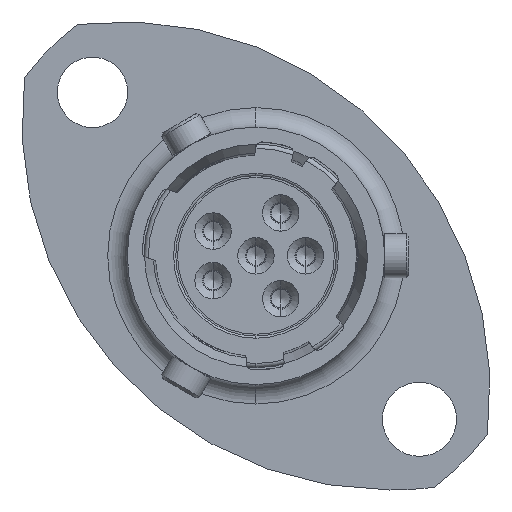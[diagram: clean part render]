
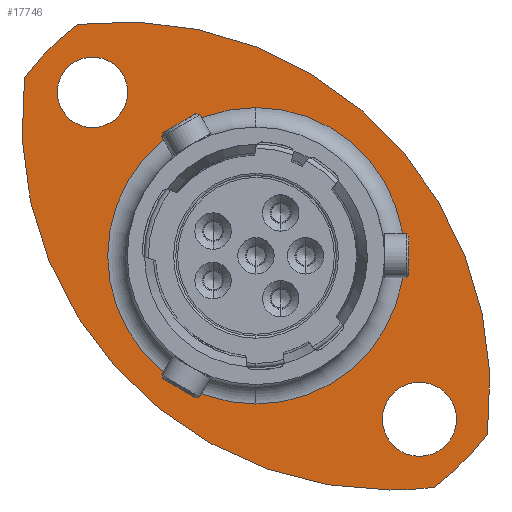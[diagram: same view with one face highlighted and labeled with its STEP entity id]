
A CAD part, left-side view. The second image highlights one B-rep face of the part: STEP entity #17746.
In plain terms, the highlighted planar face has unit normal (-1, 0, 0).
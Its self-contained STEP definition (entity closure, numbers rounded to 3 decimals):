
#299 = CARTESIAN_POINT ( 'NONE',  ( 15.98, -7.548, -7.548 ) ) ;
#576 = VERTEX_POINT ( 'NONE', #33362 ) ;
#1032 = EDGE_LOOP ( 'NONE', ( #2918, #32777 ) ) ;
#1073 = DIRECTION ( 'NONE',  ( 1., 0., 0. ) ) ;
#1177 = VERTEX_POINT ( 'NONE', #24796 ) ;
#1485 = DIRECTION ( 'NONE',  ( 0., 0., 1. ) ) ;
#1679 = CARTESIAN_POINT ( 'NONE',  ( 15.98, -10.687, -8.248 ) ) ;
#1811 = DIRECTION ( 'NONE',  ( -1., 0., 0. ) ) ;
#1910 = DIRECTION ( 'NONE',  ( -1., 0., 0. ) ) ;
#2701 = EDGE_CURVE ( 'NONE', #27752, #6598, #22782, .T. ) ;
#2918 = ORIENTED_EDGE ( 'NONE', *, *, #24207, .F. ) ;
#2948 = CIRCLE ( 'NONE', #30835, 17. ) ;
#4577 = CIRCLE ( 'NONE', #14333, 1.712 ) ;
#4862 = VERTEX_POINT ( 'NONE', #7650 ) ;
#5360 = FACE_BOUND ( 'NONE', #19243, .T. ) ;
#5370 = DIRECTION ( 'NONE',  ( -1., 0., 0. ) ) ;
#5819 = VERTEX_POINT ( 'NONE', #24557 ) ;
#5912 = CARTESIAN_POINT ( 'NONE',  ( 15.98, 0., 0. ) ) ;
#6598 = VERTEX_POINT ( 'NONE', #25066 ) ;
#6882 = CARTESIAN_POINT ( 'NONE',  ( 15.98, -6.187, 6.187 ) ) ;
#7147 = DIRECTION ( 'NONE',  ( -1., 0., 0. ) ) ;
#7650 = CARTESIAN_POINT ( 'NONE',  ( 15.98, 7.548, 9.173 ) ) ;
#7686 = DIRECTION ( 'NONE',  ( 0., 0., -1. ) ) ;
#7807 = VERTEX_POINT ( 'NONE', #32027 ) ;
#8579 = ORIENTED_EDGE ( 'NONE', *, *, #31520, .T. ) ;
#8644 = CARTESIAN_POINT ( 'NONE',  ( 15.98, -8.248, -10.687 ) ) ;
#8854 = CIRCLE ( 'NONE', #27801, 13.5 ) ;
#9089 = FACE_BOUND ( 'NONE', #30823, .T. ) ;
#9102 = VERTEX_POINT ( 'NONE', #33996 ) ;
#9486 = EDGE_CURVE ( 'NONE', #4862, #9102, #27868, .T. ) ;
#9571 = AXIS2_PLACEMENT_3D ( 'NONE', #14526, #1073, #32952 ) ;
#10230 = AXIS2_PLACEMENT_3D ( 'NONE', #299, #5370, #10953 ) ;
#10573 = DIRECTION ( 'NONE',  ( -1., 0., 0. ) ) ;
#10953 = DIRECTION ( 'NONE',  ( 0., 0., -1. ) ) ;
#11074 = CARTESIAN_POINT ( 'NONE',  ( 15.98, -7.548, -7.548 ) ) ;
#11382 = AXIS2_PLACEMENT_3D ( 'NONE', #18606, #1910, #26394 ) ;
#12895 = EDGE_CURVE ( 'NONE', #576, #19395, #2948, .T. ) ;
#13201 = ORIENTED_EDGE ( 'NONE', *, *, #2701, .F. ) ;
#13659 = ORIENTED_EDGE ( 'NONE', *, *, #14951, .T. ) ;
#14067 = DIRECTION ( 'NONE',  ( 1., 0., 0. ) ) ;
#14146 = DIRECTION ( 'NONE',  ( 0., 0., -1. ) ) ;
#14310 = EDGE_CURVE ( 'NONE', #6598, #27752, #4577, .T. ) ;
#14333 = AXIS2_PLACEMENT_3D ( 'NONE', #11074, #27207, #29641 ) ;
#14526 = CARTESIAN_POINT ( 'NONE',  ( 15.98, 5.945, 0. ) ) ;
#14951 = EDGE_CURVE ( 'NONE', #1177, #21701, #26880, .T. ) ;
#14962 = AXIS2_PLACEMENT_3D ( 'NONE', #31813, #10573, #29144 ) ;
#15369 = FACE_OUTER_BOUND ( 'NONE', #23229, .T. ) ;
#15603 = DIRECTION ( 'NONE',  ( 0., 0., 1. ) ) ;
#15785 = CIRCLE ( 'NONE', #11382, 17. ) ;
#15793 = FACE_BOUND ( 'NONE', #1032, .T. ) ;
#15994 = ORIENTED_EDGE ( 'NONE', *, *, #25843, .T. ) ;
#16456 = ORIENTED_EDGE ( 'NONE', *, *, #12895, .T. ) ;
#17741 = CARTESIAN_POINT ( 'NONE',  ( 15.98, 0., 0. ) ) ;
#17746 = ADVANCED_FACE ( 'NONE', ( #9089, #5360, #15793, #15369 ), #19515, .F. ) ;
#18023 = CIRCLE ( 'NONE', #27642, 6.845 ) ;
#18606 = CARTESIAN_POINT ( 'NONE',  ( 15.98, 6.187, -6.187 ) ) ;
#18611 = ORIENTED_EDGE ( 'NONE', *, *, #14310, .F. ) ;
#18642 = ORIENTED_EDGE ( 'NONE', *, *, #30197, .T. ) ;
#19243 = EDGE_LOOP ( 'NONE', ( #18611, #13201 ) ) ;
#19395 = VERTEX_POINT ( 'NONE', #8644 ) ;
#19515 = PLANE ( 'NONE',  #9571 ) ;
#19935 = DIRECTION ( 'NONE',  ( 0., 0., -1. ) ) ;
#20210 = CARTESIAN_POINT ( 'NONE',  ( 15.98, -7.548, -5.837 ) ) ;
#21621 = AXIS2_PLACEMENT_3D ( 'NONE', #5912, #14067, #32609 ) ;
#21701 = VERTEX_POINT ( 'NONE', #33471 ) ;
#21810 = EDGE_CURVE ( 'NONE', #34136, #5819, #15785, .T. ) ;
#22782 = CIRCLE ( 'NONE', #10230, 1.712 ) ;
#23229 = EDGE_LOOP ( 'NONE', ( #25266, #16456, #18642, #30098, #15994 ) ) ;
#23389 = DIRECTION ( 'NONE',  ( 1., 0., 0. ) ) ;
#23912 = CIRCLE ( 'NONE', #29525, 1.625 ) ;
#24207 = EDGE_CURVE ( 'NONE', #9102, #4862, #23912, .T. ) ;
#24540 = AXIS2_PLACEMENT_3D ( 'NONE', #28694, #31349, #15603 ) ;
#24557 = CARTESIAN_POINT ( 'NONE',  ( 15.98, 8.248, 10.687 ) ) ;
#24796 = CARTESIAN_POINT ( 'NONE',  ( 15.98, 0., 6.845 ) ) ;
#24838 = DIRECTION ( 'NONE',  ( -1., 0., 0. ) ) ;
#25066 = CARTESIAN_POINT ( 'NONE',  ( 15.98, -7.548, -9.26 ) ) ;
#25266 = ORIENTED_EDGE ( 'NONE', *, *, #25763, .T. ) ;
#25763 = EDGE_CURVE ( 'NONE', #7807, #576, #30430, .T. ) ;
#25843 = EDGE_CURVE ( 'NONE', #5819, #7807, #27095, .T. ) ;
#26394 = DIRECTION ( 'NONE',  ( 0., 0., -1. ) ) ;
#26405 = AXIS2_PLACEMENT_3D ( 'NONE', #30040, #24838, #14146 ) ;
#26880 = CIRCLE ( 'NONE', #21621, 6.845 ) ;
#27095 = CIRCLE ( 'NONE', #24540, 13.5 ) ;
#27207 = DIRECTION ( 'NONE',  ( -1., 0., 0. ) ) ;
#27642 = AXIS2_PLACEMENT_3D ( 'NONE', #33835, #23389, #7686 ) ;
#27752 = VERTEX_POINT ( 'NONE', #20210 ) ;
#27801 = AXIS2_PLACEMENT_3D ( 'NONE', #17741, #1811, #1485 ) ;
#27868 = CIRCLE ( 'NONE', #26405, 1.625 ) ;
#28232 = DIRECTION ( 'NONE',  ( -1., 0., 0. ) ) ;
#28694 = CARTESIAN_POINT ( 'NONE',  ( 15.98, 0., 0. ) ) ;
#29144 = DIRECTION ( 'NONE',  ( 0., 0., -1. ) ) ;
#29525 = AXIS2_PLACEMENT_3D ( 'NONE', #33389, #7147, #19935 ) ;
#29641 = DIRECTION ( 'NONE',  ( 0., 0., -1. ) ) ;
#30040 = CARTESIAN_POINT ( 'NONE',  ( 15.98, 7.548, 7.548 ) ) ;
#30098 = ORIENTED_EDGE ( 'NONE', *, *, #21810, .T. ) ;
#30197 = EDGE_CURVE ( 'NONE', #19395, #34136, #8854, .T. ) ;
#30430 = CIRCLE ( 'NONE', #14962, 17. ) ;
#30823 = EDGE_LOOP ( 'NONE', ( #8579, #13659 ) ) ;
#30835 = AXIS2_PLACEMENT_3D ( 'NONE', #6882, #28232, #33798 ) ;
#31349 = DIRECTION ( 'NONE',  ( -1., 0., 0. ) ) ;
#31520 = EDGE_CURVE ( 'NONE', #21701, #1177, #18023, .T. ) ;
#31813 = CARTESIAN_POINT ( 'NONE',  ( 15.98, -6.187, 6.187 ) ) ;
#32027 = CARTESIAN_POINT ( 'NONE',  ( 15.98, 10.687, 8.248 ) ) ;
#32609 = DIRECTION ( 'NONE',  ( 0., 0., -1. ) ) ;
#32777 = ORIENTED_EDGE ( 'NONE', *, *, #9486, .F. ) ;
#32952 = DIRECTION ( 'NONE',  ( 0., 0., -1. ) ) ;
#33362 = CARTESIAN_POINT ( 'NONE',  ( 15.98, -6.187, -10.813 ) ) ;
#33389 = CARTESIAN_POINT ( 'NONE',  ( 15.98, 7.548, 7.548 ) ) ;
#33471 = CARTESIAN_POINT ( 'NONE',  ( 15.98, 0., -6.845 ) ) ;
#33798 = DIRECTION ( 'NONE',  ( 0., 0., -1. ) ) ;
#33835 = CARTESIAN_POINT ( 'NONE',  ( 15.98, 0., 0. ) ) ;
#33996 = CARTESIAN_POINT ( 'NONE',  ( 15.98, 7.548, 5.923 ) ) ;
#34136 = VERTEX_POINT ( 'NONE', #1679 ) ;
